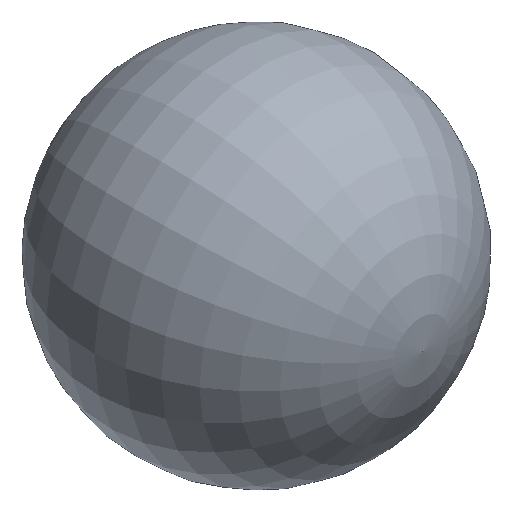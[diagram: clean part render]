
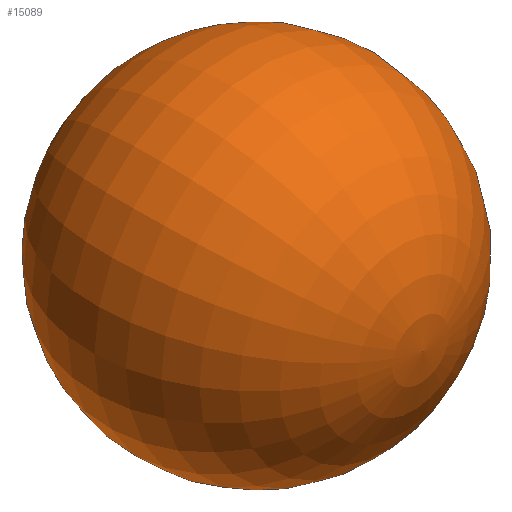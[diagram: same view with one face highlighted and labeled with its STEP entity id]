
A CAD part, isometric view. The second image highlights one B-rep face of the part: STEP entity #15089.
In plain terms, the highlighted toroidal (fillet/blend) face has major radius 0.472 mm and minor radius 200 mm.
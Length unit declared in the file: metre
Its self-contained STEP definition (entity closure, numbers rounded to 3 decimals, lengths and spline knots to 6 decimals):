
#29=VERTEX_LOOP('',#10429);
#43=DEGENERATE_TOROIDAL_SURFACE('',#16431,0.000472,0.2,.T.);
#710=B_SPLINE_CURVE_WITH_KNOTS('',3,(#24379,#24380,#24381,#24382,#24383,
#24384,#24385,#24386,#24387,#24388,#24389,#24390,#24391,#24392,#24393,#24394,
#24395,#24396),.UNSPECIFIED.,.F.,.F.,(4,2,2,2,2,2,2,2,4),(0.,0.001021,
0.002041,0.003062,0.004082,0.005103,
0.006124,0.007144,0.008165),
 .UNSPECIFIED.);
#715=B_SPLINE_CURVE_WITH_KNOTS('',3,(#24447,#24448,#24449,#24450,#24451,
#24452,#24453,#24454,#24455,#24456,#24457,#24458,#24459,#24460,#24461,#24462,
#24463,#24464),.UNSPECIFIED.,.F.,.F.,(4,2,2,2,2,2,2,2,4),(0.008165,
0.009186,0.010206,0.011227,0.012248,
0.013268,0.014289,0.01531,0.01633),
 .UNSPECIFIED.);
#4903=ORIENTED_EDGE('',*,*,#8263,.T.);
#4904=ORIENTED_EDGE('',*,*,#8268,.T.);
#4905=ORIENTED_EDGE('',*,*,#8248,.T.);
#8248=EDGE_CURVE('',#10335,#10336,#11685,.T.);
#8263=EDGE_CURVE('',#10336,#10348,#710,.T.);
#8268=EDGE_CURVE('',#10348,#10335,#715,.T.);
#10335=VERTEX_POINT('',#24292);
#10336=VERTEX_POINT('',#24293);
#10348=VERTEX_POINT('',#24397);
#10429=VERTEX_POINT('',#25317);
#11685=CIRCLE('',#16292,0.034986);
#12686=EDGE_LOOP('',(#4903,#4904,#4905));
#13727=FACE_BOUND('',#12686,.T.);
#13728=FACE_BOUND('',#29,.T.);
#15089=ADVANCED_FACE('',(#13727,#13728),#43,.T.);
#16292=AXIS2_PLACEMENT_3D('',#24291,#18953,#18954);
#16431=AXIS2_PLACEMENT_3D('',#25316,#19297,#19298);
#18953=DIRECTION('',(0.,0.,-1.));
#18954=DIRECTION('',(1.,0.,0.));
#19297=DIRECTION('',(0.,0.,1.));
#19298=DIRECTION('',(1.,0.,0.));
#24291=CARTESIAN_POINT('',(0.,0.,-0.0425));
#24292=CARTESIAN_POINT('',(0.034553,-0.005488,-0.0425));
#24293=CARTESIAN_POINT('',(0.034553,0.005488,-0.0425));
#24379=CARTESIAN_POINT('',(0.034553,0.005488,-0.0425));
#24380=CARTESIAN_POINT('',(0.034215,0.005455,-0.042559));
#24381=CARTESIAN_POINT('',(0.033886,0.005392,-0.042617));
#24382=CARTESIAN_POINT('',(0.03324,0.005206,-0.04273));
#24383=CARTESIAN_POINT('',(0.032922,0.005082,-0.042786));
#24384=CARTESIAN_POINT('',(0.03232,0.004781,-0.042892));
#24385=CARTESIAN_POINT('',(0.032034,0.004604,-0.042942));
#24386=CARTESIAN_POINT('',(0.031497,0.004199,-0.043036));
#24387=CARTESIAN_POINT('',(0.031243,0.003967,-0.04308));
#24388=CARTESIAN_POINT('',(0.030787,0.003468,-0.04316));
#24389=CARTESIAN_POINT('',(0.030583,0.003199,-0.043196));
#24390=CARTESIAN_POINT('',(0.030225,0.002623,-0.043258));
#24391=CARTESIAN_POINT('',(0.03007,0.002314,-0.043285));
#24392=CARTESIAN_POINT('',(0.029824,0.001681,-0.043328));
#24393=CARTESIAN_POINT('',(0.029731,0.001354,-0.043344));
#24394=CARTESIAN_POINT('',(0.029604,0.000679,-0.043367));
#24395=CARTESIAN_POINT('',(0.029573,0.000339,-0.043372));
#24396=CARTESIAN_POINT('',(0.029573,0.,-0.043372));
#24397=CARTESIAN_POINT('',(0.029573,0.,-0.043372));
#24447=CARTESIAN_POINT('',(0.029573,0.,-0.043372));
#24448=CARTESIAN_POINT('',(0.029573,-0.000339,-0.043372));
#24449=CARTESIAN_POINT('',(0.029604,-0.000681,-0.043367));
#24450=CARTESIAN_POINT('',(0.029731,-0.001355,-0.043344));
#24451=CARTESIAN_POINT('',(0.029824,-0.001681,-0.043328));
#24452=CARTESIAN_POINT('',(0.03007,-0.002313,-0.043285));
#24453=CARTESIAN_POINT('',(0.030224,-0.002622,-0.043258));
#24454=CARTESIAN_POINT('',(0.030583,-0.003199,-0.043196));
#24455=CARTESIAN_POINT('',(0.030786,-0.003468,-0.04316));
#24456=CARTESIAN_POINT('',(0.031242,-0.003967,-0.04308));
#24457=CARTESIAN_POINT('',(0.031497,-0.004199,-0.043036));
#24458=CARTESIAN_POINT('',(0.032034,-0.004604,-0.042942));
#24459=CARTESIAN_POINT('',(0.03232,-0.004781,-0.042892));
#24460=CARTESIAN_POINT('',(0.032924,-0.005083,-0.042786));
#24461=CARTESIAN_POINT('',(0.033241,-0.005206,-0.04273));
#24462=CARTESIAN_POINT('',(0.033886,-0.005392,-0.042617));
#24463=CARTESIAN_POINT('',(0.034215,-0.005455,-0.042559));
#24464=CARTESIAN_POINT('',(0.034553,-0.005488,-0.0425));
#25316=CARTESIAN_POINT('',(0.,0.,0.154499));
#25317=CARTESIAN_POINT('',(0.,0.,-0.0455));
